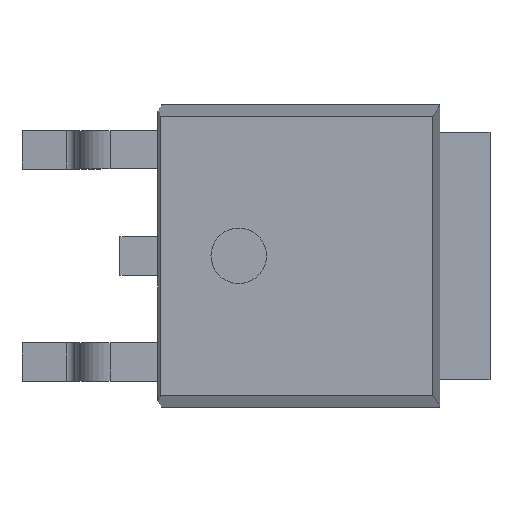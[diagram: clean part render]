
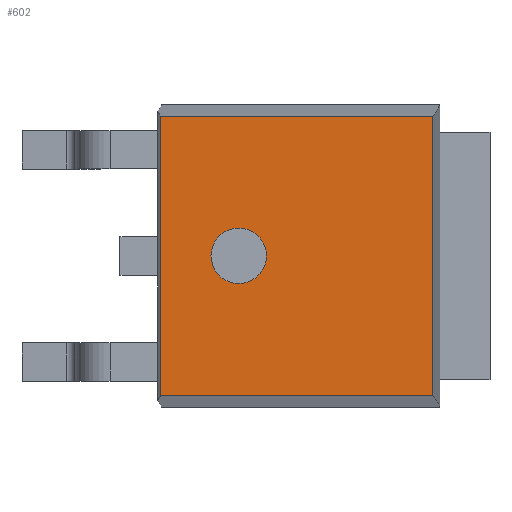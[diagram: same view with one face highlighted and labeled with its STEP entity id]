
A CAD part, top view. The second image highlights one B-rep face of the part: STEP entity #602.
In plain terms, the highlighted face is planar.
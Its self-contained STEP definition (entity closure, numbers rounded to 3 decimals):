
#246=CARTESIAN_POINT('',(0.,2.31,1.298));
#247=DIRECTION('',(0.,-1.,0.));
#248=DIRECTION('',(1.,0.,0.));
#249=AXIS2_PLACEMENT_3D('',#246,#247,#248);
#254=CARTESIAN_POINT('',(0.,2.31,1.298));
#255=DIRECTION('',(0.,-1.,0.));
#256=DIRECTION('',(-1.,0.,0.));
#257=AXIS2_PLACEMENT_3D('',#254,#255,#256);
#262=DIRECTION('',(1.,0.,0.));
#263=VECTOR('',#262,6.026);
#264=CARTESIAN_POINT('',(-3.013,2.31,2.981));
#265=LINE('',#264,#263);
#269=DIRECTION('',(0.,0.,-1.));
#270=VECTOR('',#269,5.873);
#271=CARTESIAN_POINT('',(-3.013,2.31,2.981));
#272=LINE('',#271,#270);
#276=DIRECTION('',(1.,0.,0.));
#277=VECTOR('',#276,6.026);
#278=CARTESIAN_POINT('',(-3.013,2.31,-2.892));
#279=LINE('',#278,#277);
#283=DIRECTION('',(0.,0.,-1.));
#284=VECTOR('',#283,5.873);
#285=CARTESIAN_POINT('',(3.013,2.31,2.981));
#286=LINE('',#285,#284);
#320=CARTESIAN_POINT('',(3.013,2.31,-2.892));
#322=VERTEX_POINT('',#320);
#326=CARTESIAN_POINT('',(-3.013,2.31,-2.892));
#328=VERTEX_POINT('',#326);
#332=CARTESIAN_POINT('',(-3.013,2.31,2.981));
#333=CARTESIAN_POINT('',(3.013,2.31,2.981));
#334=VERTEX_POINT('',#332);
#335=VERTEX_POINT('',#333);
#368=CARTESIAN_POINT('',(0.6,2.31,1.298));
#369=CARTESIAN_POINT('',(-0.6,2.31,1.298));
#370=VERTEX_POINT('',#368);
#371=VERTEX_POINT('',#369);
#585=CARTESIAN_POINT('',(0.,2.31,0.));
#586=DIRECTION('',(0.,1.,0.));
#587=DIRECTION('',(1.,0.,0.));
#588=AXIS2_PLACEMENT_3D('',#585,#586,#587);
#589=PLANE('',#588);
#590=ORIENTED_EDGE('',*,*,#524,.F.);
#591=ORIENTED_EDGE('',*,*,#580,.T.);
#592=ORIENTED_EDGE('',*,*,#477,.T.);
#593=ORIENTED_EDGE('',*,*,#504,.F.);
#594=EDGE_LOOP('',(#590,#591,#592,#593));
#595=FACE_OUTER_BOUND('',#594,.F.);
#597=ORIENTED_EDGE('',*,*,#596,.F.);
#599=ORIENTED_EDGE('',*,*,#598,.F.);
#600=EDGE_LOOP('',(#597,#599));
#601=FACE_BOUND('',#600,.F.);
#250=CIRCLE('',#249,0.6);
#258=CIRCLE('',#257,0.6);
#477=EDGE_CURVE('',#328,#322,#279,.T.);
#504=EDGE_CURVE('',#335,#322,#286,.T.);
#524=EDGE_CURVE('',#334,#335,#265,.T.);
#580=EDGE_CURVE('',#334,#328,#272,.T.);
#596=EDGE_CURVE('',#370,#371,#250,.T.);
#598=EDGE_CURVE('',#371,#370,#258,.T.);
#602=ADVANCED_FACE('',(#595,#601),#589,.T.);
